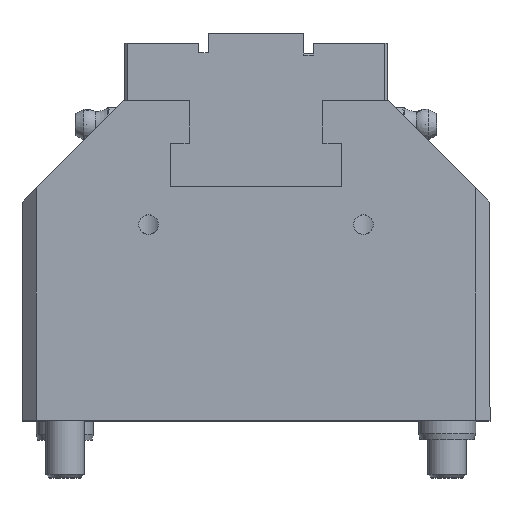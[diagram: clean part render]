
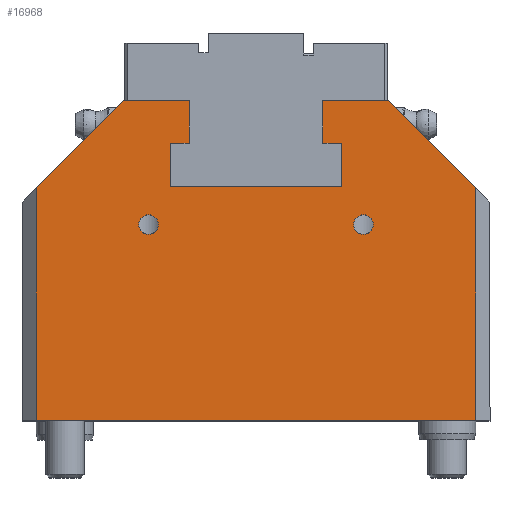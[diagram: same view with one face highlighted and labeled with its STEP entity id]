
A CAD part, top view. The second image highlights one B-rep face of the part: STEP entity #16968.
In plain terms, the highlighted planar face has unit normal (0, 0, 1).
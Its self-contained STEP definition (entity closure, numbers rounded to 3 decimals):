
#887=FACE_BOUND('',#2413,.T.);
#888=FACE_BOUND('',#2414,.T.);
#1013=CIRCLE('',#18089,2.067);
#1014=CIRCLE('',#18090,2.067);
#1427=FACE_OUTER_BOUND('',#2412,.T.);
#2412=EDGE_LOOP('',(#10782,#10783,#10784,#10785,#10786,#10787,#10788,#10789,
#10790,#10791,#10792,#10793,#10794,#10795));
#2413=EDGE_LOOP('',(#10796));
#2414=EDGE_LOOP('',(#10797));
#3591=LINE('',#24205,#5120);
#3592=LINE('',#24207,#5121);
#3593=LINE('',#24209,#5122);
#3594=LINE('',#24211,#5123);
#3595=LINE('',#24213,#5124);
#3596=LINE('',#24215,#5125);
#3597=LINE('',#24217,#5126);
#3598=LINE('',#24219,#5127);
#3599=LINE('',#24221,#5128);
#3600=LINE('',#24223,#5129);
#3601=LINE('',#24225,#5130);
#3602=LINE('',#24227,#5131);
#3603=LINE('',#24229,#5132);
#3604=LINE('',#24230,#5133);
#5120=VECTOR('',#19521,10.);
#5121=VECTOR('',#19522,10.);
#5122=VECTOR('',#19523,10.);
#5123=VECTOR('',#19524,10.);
#5124=VECTOR('',#19525,10.);
#5125=VECTOR('',#19526,10.);
#5126=VECTOR('',#19527,10.);
#5127=VECTOR('',#19528,10.);
#5128=VECTOR('',#19529,10.);
#5129=VECTOR('',#19530,10.);
#5130=VECTOR('',#19531,10.);
#5131=VECTOR('',#19532,10.);
#5132=VECTOR('',#19533,10.);
#5133=VECTOR('',#19534,10.);
#6760=VERTEX_POINT('',#24203);
#6761=VERTEX_POINT('',#24204);
#6762=VERTEX_POINT('',#24206);
#6763=VERTEX_POINT('',#24208);
#6764=VERTEX_POINT('',#24210);
#6765=VERTEX_POINT('',#24212);
#6766=VERTEX_POINT('',#24214);
#6767=VERTEX_POINT('',#24216);
#6768=VERTEX_POINT('',#24218);
#6769=VERTEX_POINT('',#24220);
#6770=VERTEX_POINT('',#24222);
#6771=VERTEX_POINT('',#24224);
#6772=VERTEX_POINT('',#24226);
#6773=VERTEX_POINT('',#24228);
#6774=VERTEX_POINT('',#24231);
#6775=VERTEX_POINT('',#24233);
#8354=EDGE_CURVE('',#6760,#6761,#3591,.T.);
#8355=EDGE_CURVE('',#6762,#6760,#3592,.T.);
#8356=EDGE_CURVE('',#6762,#6763,#3593,.T.);
#8357=EDGE_CURVE('',#6763,#6764,#3594,.T.);
#8358=EDGE_CURVE('',#6765,#6764,#3595,.T.);
#8359=EDGE_CURVE('',#6766,#6765,#3596,.T.);
#8360=EDGE_CURVE('',#6767,#6766,#3597,.T.);
#8361=EDGE_CURVE('',#6767,#6768,#3598,.T.);
#8362=EDGE_CURVE('',#6769,#6768,#3599,.T.);
#8363=EDGE_CURVE('',#6770,#6769,#3600,.T.);
#8364=EDGE_CURVE('',#6771,#6770,#3601,.T.);
#8365=EDGE_CURVE('',#6772,#6771,#3602,.T.);
#8366=EDGE_CURVE('',#6773,#6772,#3603,.T.);
#8367=EDGE_CURVE('',#6761,#6773,#3604,.T.);
#8368=EDGE_CURVE('',#6774,#6774,#1013,.T.);
#8369=EDGE_CURVE('',#6775,#6775,#1014,.T.);
#10782=ORIENTED_EDGE('',*,*,#8354,.F.);
#10783=ORIENTED_EDGE('',*,*,#8355,.F.);
#10784=ORIENTED_EDGE('',*,*,#8356,.T.);
#10785=ORIENTED_EDGE('',*,*,#8357,.T.);
#10786=ORIENTED_EDGE('',*,*,#8358,.F.);
#10787=ORIENTED_EDGE('',*,*,#8359,.F.);
#10788=ORIENTED_EDGE('',*,*,#8360,.F.);
#10789=ORIENTED_EDGE('',*,*,#8361,.T.);
#10790=ORIENTED_EDGE('',*,*,#8362,.F.);
#10791=ORIENTED_EDGE('',*,*,#8363,.F.);
#10792=ORIENTED_EDGE('',*,*,#8364,.F.);
#10793=ORIENTED_EDGE('',*,*,#8365,.F.);
#10794=ORIENTED_EDGE('',*,*,#8366,.F.);
#10795=ORIENTED_EDGE('',*,*,#8367,.F.);
#10796=ORIENTED_EDGE('',*,*,#8368,.T.);
#10797=ORIENTED_EDGE('',*,*,#8369,.T.);
#15415=PLANE('',#18088);
#16968=ADVANCED_FACE('',(#1427,#887,#888),#15415,.T.);
#18088=AXIS2_PLACEMENT_3D('',#24202,#19519,#19520);
#18089=AXIS2_PLACEMENT_3D('',#24232,#19535,#19536);
#18090=AXIS2_PLACEMENT_3D('',#24234,#19537,#19538);
#19519=DIRECTION('center_axis',(0.,0.,1.));
#19520=DIRECTION('ref_axis',(1.,0.,0.));
#19521=DIRECTION('',(-1.,0.,0.));
#19522=DIRECTION('',(0.,-1.,0.));
#19523=DIRECTION('',(-1.,0.,0.));
#19524=DIRECTION('',(-0.707,-0.707,0.));
#19525=DIRECTION('',(0.,1.,0.));
#19526=DIRECTION('',(-1.,0.,0.));
#19527=DIRECTION('',(0.,-1.,0.));
#19528=DIRECTION('',(-0.707,0.707,0.));
#19529=DIRECTION('',(1.,0.,0.));
#19530=DIRECTION('',(0.,1.,0.));
#19531=DIRECTION('',(-1.,0.,0.));
#19532=DIRECTION('',(0.,1.,0.));
#19533=DIRECTION('',(1.,0.,0.));
#19534=DIRECTION('',(0.,-1.,0.));
#19535=DIRECTION('center_axis',(0.,0.,-1.));
#19536=DIRECTION('ref_axis',(1.,0.,0.));
#19537=DIRECTION('center_axis',(0.,0.,-1.));
#19538=DIRECTION('ref_axis',(1.,0.,0.));
#24202=CARTESIAN_POINT('Origin',(9.627,0.183,98.));
#24203=CARTESIAN_POINT('',(-4.373,19.46,98.));
#24204=CARTESIAN_POINT('',(-8.373,19.46,98.));
#24205=CARTESIAN_POINT('',(-4.373,19.46,98.));
#24206=CARTESIAN_POINT('',(-4.373,28.46,98.));
#24207=CARTESIAN_POINT('',(-4.373,28.46,98.));
#24208=CARTESIAN_POINT('',(-18.1,28.46,98.));
#24209=CARTESIAN_POINT('',(37.353,28.46,98.));
#24210=CARTESIAN_POINT('',(-36.373,10.187,98.));
#24211=CARTESIAN_POINT('',(-28.874,17.686,98.));
#24212=CARTESIAN_POINT('',(-36.373,-38.54,98.));
#24213=CARTESIAN_POINT('',(-36.373,-15.179,98.));
#24214=CARTESIAN_POINT('',(55.627,-38.54,98.));
#24215=CARTESIAN_POINT('',(58.627,-38.54,98.));
#24216=CARTESIAN_POINT('',(55.627,10.187,98.));
#24217=CARTESIAN_POINT('',(55.627,13.821,98.));
#24218=CARTESIAN_POINT('',(37.353,28.46,98.));
#24219=CARTESIAN_POINT('',(37.991,27.822,98.));
#24220=CARTESIAN_POINT('',(23.627,28.46,98.));
#24221=CARTESIAN_POINT('',(23.627,28.46,98.));
#24222=CARTESIAN_POINT('',(23.627,19.46,98.));
#24223=CARTESIAN_POINT('',(23.627,19.46,98.));
#24224=CARTESIAN_POINT('',(27.627,19.46,98.));
#24225=CARTESIAN_POINT('',(27.627,19.46,98.));
#24226=CARTESIAN_POINT('',(27.627,10.46,98.));
#24227=CARTESIAN_POINT('',(27.627,10.46,98.));
#24228=CARTESIAN_POINT('',(-8.373,10.46,98.));
#24229=CARTESIAN_POINT('',(-8.373,10.46,98.));
#24230=CARTESIAN_POINT('',(-8.373,19.46,98.));
#24231=CARTESIAN_POINT('',(30.06,2.46,98.));
#24232=CARTESIAN_POINT('Origin',(32.127,2.46,98.));
#24233=CARTESIAN_POINT('',(-14.94,2.46,98.));
#24234=CARTESIAN_POINT('Origin',(-12.873,2.46,98.));
